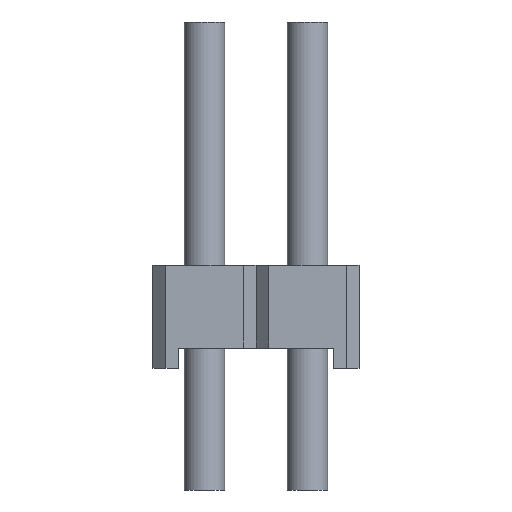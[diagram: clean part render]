
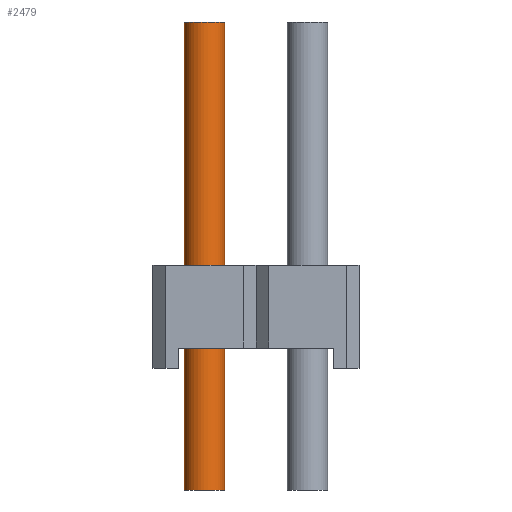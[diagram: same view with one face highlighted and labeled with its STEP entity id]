
A CAD part, left-side view. The second image highlights one B-rep face of the part: STEP entity #2479.
In plain terms, the highlighted cylindrical face has radius 0.5 mm (diameter 1 mm), a full revolution.
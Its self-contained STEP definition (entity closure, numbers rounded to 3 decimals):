
#1394=ORIENTED_EDGE('',*,*,#1744,.F.);
#1395=ORIENTED_EDGE('',*,*,#1745,.T.);
#1744=EDGE_CURVE('',#1978,#1978,#2044,.T.);
#1745=EDGE_CURVE('',#1979,#1979,#2045,.T.);
#1978=VERTEX_POINT('',#4125);
#1979=VERTEX_POINT('',#4127);
#2044=CIRCLE('',#2717,0.5);
#2045=CIRCLE('',#2718,0.5);
#2182=EDGE_LOOP('',(#1394));
#2183=EDGE_LOOP('',(#1395));
#2320=FACE_BOUND('',#2182,.T.);
#2321=FACE_BOUND('',#2183,.T.);
#2358=CYLINDRICAL_SURFACE('',#2716,0.5);
#2479=ADVANCED_FACE('',(#2320,#2321),#2358,.F.);
#2716=AXIS2_PLACEMENT_3D('',#4123,#3399,#3400);
#2717=AXIS2_PLACEMENT_3D('',#4124,#3401,#3402);
#2718=AXIS2_PLACEMENT_3D('',#4126,#3403,#3404);
#3399=DIRECTION('',(0.,0.,1.));
#3400=DIRECTION('',(1.,0.,0.));
#3401=DIRECTION('',(0.,0.,-1.));
#3402=DIRECTION('',(1.,0.,0.));
#3403=DIRECTION('',(0.,0.,-1.));
#3404=DIRECTION('',(1.,0.,0.));
#4123=CARTESIAN_POINT('',(0.,0.,0.));
#4124=CARTESIAN_POINT('',(0.,0.,11.54));
#4125=CARTESIAN_POINT('',(0.5,0.,11.54));
#4126=CARTESIAN_POINT('',(0.,0.,0.));
#4127=CARTESIAN_POINT('',(0.5,0.,0.));
